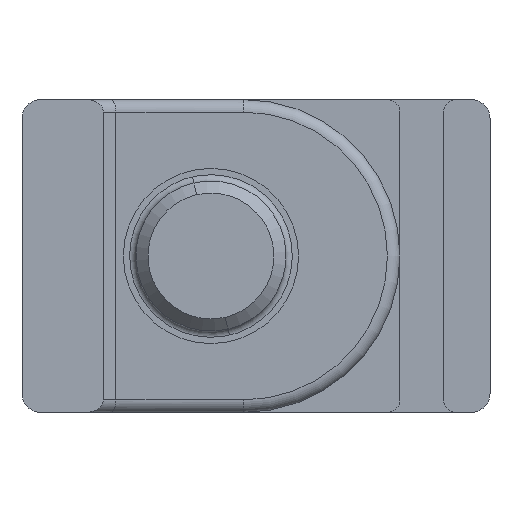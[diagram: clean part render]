
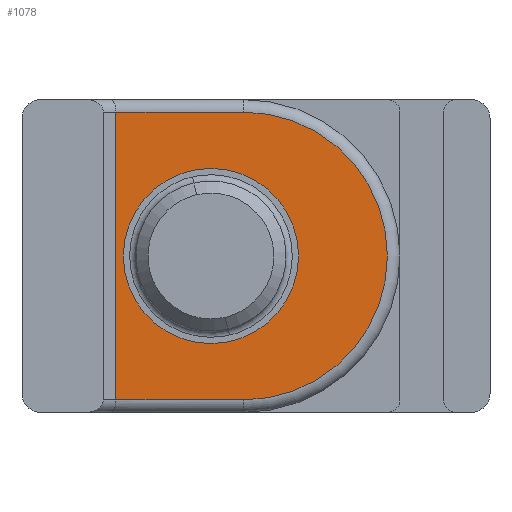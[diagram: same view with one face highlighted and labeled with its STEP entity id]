
A CAD part, front view. The second image highlights one B-rep face of the part: STEP entity #1078.
In plain terms, the highlighted planar face has unit normal (0, -1, 0).
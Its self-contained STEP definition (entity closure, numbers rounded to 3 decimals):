
#6 = AXIS2_PLACEMENT_3D ( 'NONE', #1052, #1082, #1075 ) ;
#28 = ORIENTED_EDGE ( 'NONE', *, *, #358, .T. ) ;
#32 = VECTOR ( 'NONE', #1041, 1000. ) ;
#48 = AXIS2_PLACEMENT_3D ( 'NONE', #1783, #1603, #1765 ) ;
#61 = AXIS2_PLACEMENT_3D ( 'NONE', #2181, #2178, #2174 ) ;
#117 = LINE ( 'NONE', #1023, #32 ) ;
#144 = EDGE_LOOP ( 'NONE', ( #28, #1951 ) ) ;
#149 = AXIS2_PLACEMENT_3D ( 'NONE', #728, #722, #713 ) ;
#186 = CARTESIAN_POINT ( 'NONE',  ( 0., 1., 7. ) ) ;
#209 = EDGE_CURVE ( 'NONE', #1237, #734, #1464, .T. ) ;
#320 = ORIENTED_EDGE ( 'NONE', *, *, #507, .T. ) ;
#354 = ORIENTED_EDGE ( 'NONE', *, *, #495, .F. ) ;
#358 = EDGE_CURVE ( 'NONE', #734, #1237, #1186, .T. ) ;
#394 = VECTOR ( 'NONE', #1191, 1000. ) ;
#495 = EDGE_CURVE ( 'NONE', #1066, #801, #883, .T. ) ;
#504 = EDGE_CURVE ( 'NONE', #2372, #1139, #2040, .T. ) ;
#507 = EDGE_CURVE ( 'NONE', #1139, #801, #117, .T. ) ;
#508 = EDGE_CURVE ( 'NONE', #1066, #2372, #1623, .T. ) ;
#713 = DIRECTION ( 'NONE',  ( 0., 0., 1. ) ) ;
#722 = DIRECTION ( 'NONE',  ( 0., 1., 0. ) ) ;
#728 = CARTESIAN_POINT ( 'NONE',  ( 0., 1., 0. ) ) ;
#734 = VERTEX_POINT ( 'NONE', #1184 ) ;
#801 = VERTEX_POINT ( 'NONE', #1946 ) ;
#816 = FACE_BOUND ( 'NONE', #144, .T. ) ;
#853 = ORIENTED_EDGE ( 'NONE', *, *, #508, .T. ) ;
#883 = LINE ( 'NONE', #972, #394 ) ;
#972 = CARTESIAN_POINT ( 'NONE',  ( -7.6, 1., -14.9 ) ) ;
#1023 = CARTESIAN_POINT ( 'NONE',  ( -7.6, 1., 11.5 ) ) ;
#1041 = DIRECTION ( 'NONE',  ( -1., 0., 0. ) ) ;
#1052 = CARTESIAN_POINT ( 'NONE',  ( 2.6, 1., 0. ) ) ;
#1066 = VERTEX_POINT ( 'NONE', #1725 ) ;
#1068 = DIRECTION ( 'NONE',  ( 1., 0., 0. ) ) ;
#1074 = CARTESIAN_POINT ( 'NONE',  ( -7.6, 1., -11.5 ) ) ;
#1075 = DIRECTION ( 'NONE',  ( 0., 0., 1. ) ) ;
#1078 = ADVANCED_FACE ( 'NONE', ( #816, #2027 ), #1453, .F. ) ;
#1082 = DIRECTION ( 'NONE',  ( 0., -1., 0. ) ) ;
#1139 = VERTEX_POINT ( 'NONE', #2149 ) ;
#1184 = CARTESIAN_POINT ( 'NONE',  ( 0., 1., -7. ) ) ;
#1186 = CIRCLE ( 'NONE', #61, 7. ) ;
#1191 = DIRECTION ( 'NONE',  ( 0., 0., 1. ) ) ;
#1237 = VERTEX_POINT ( 'NONE', #186 ) ;
#1323 = CARTESIAN_POINT ( 'NONE',  ( 2.6, 1., -11.5 ) ) ;
#1453 = PLANE ( 'NONE',  #48 ) ;
#1464 = CIRCLE ( 'NONE', #149, 7. ) ;
#1603 = DIRECTION ( 'NONE',  ( 0., 1., 0. ) ) ;
#1623 = LINE ( 'NONE', #1074, #1647 ) ;
#1647 = VECTOR ( 'NONE', #1068, 1000. ) ;
#1671 = EDGE_LOOP ( 'NONE', ( #1768, #320, #354, #853 ) ) ;
#1725 = CARTESIAN_POINT ( 'NONE',  ( -7.6, 1., -11.5 ) ) ;
#1765 = DIRECTION ( 'NONE',  ( 0., 0., 1. ) ) ;
#1768 = ORIENTED_EDGE ( 'NONE', *, *, #504, .T. ) ;
#1783 = CARTESIAN_POINT ( 'NONE',  ( -7.6, 1., -14.9 ) ) ;
#1946 = CARTESIAN_POINT ( 'NONE',  ( -7.6, 1., 11.5 ) ) ;
#1951 = ORIENTED_EDGE ( 'NONE', *, *, #209, .T. ) ;
#2027 = FACE_OUTER_BOUND ( 'NONE', #1671, .T. ) ;
#2040 = CIRCLE ( 'NONE', #6, 11.5 ) ;
#2149 = CARTESIAN_POINT ( 'NONE',  ( 2.6, 1., 11.5 ) ) ;
#2174 = DIRECTION ( 'NONE',  ( 0., 0., 1. ) ) ;
#2178 = DIRECTION ( 'NONE',  ( 0., 1., 0. ) ) ;
#2181 = CARTESIAN_POINT ( 'NONE',  ( 0., 1., 0. ) ) ;
#2372 = VERTEX_POINT ( 'NONE', #1323 ) ;
